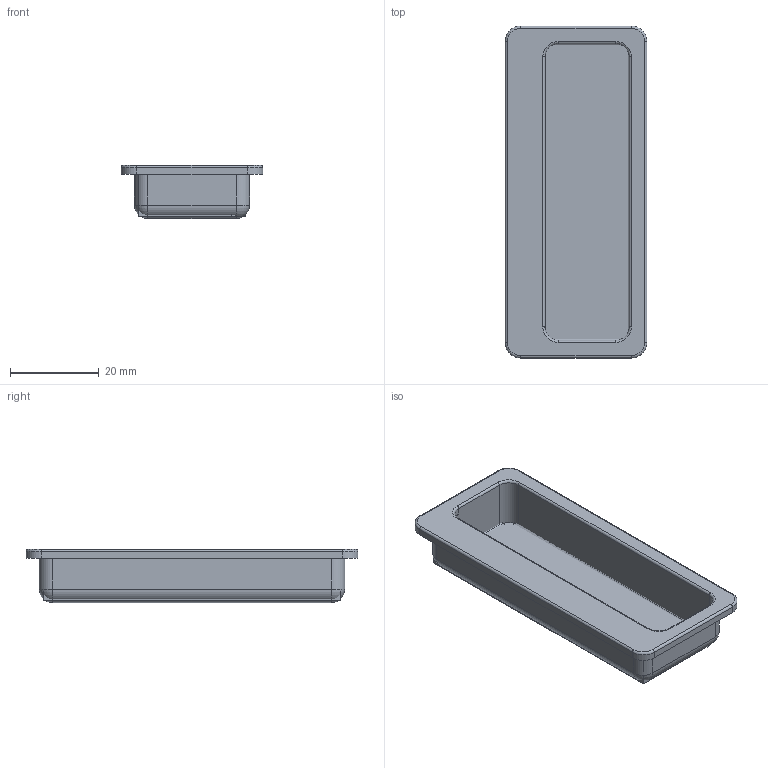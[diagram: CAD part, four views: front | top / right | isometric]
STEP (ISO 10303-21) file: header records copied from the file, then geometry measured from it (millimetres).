
FILE_DESCRIPTION(/* description */ (''),/* implementation_level */ '2;1');
FILE_NAME(/* name */ '1293-10.stp',/* time_stamp */ '2019-08-21T16:03:28+02:00',/* author */ ('DIDIERR'),/* organization */ (''),/* preprocessor_version */ 'ST-DEVELOPER v17.2',/* originating_system */ 'Autodesk Inventor 2019',/* authorisation */ '');
FILE_SCHEMA (('AUTOMOTIVE_DESIGN { 1 0 10303 214 3 1 1 }'));
Length unit declared in the file: millimetre
Products named in the file (1): 1293-10
Bounding box: 32 x 75 x 12 mm (x, y, z)
Volume: 4502.9 mm3; surface area: 9436.9 mm2
Topology: 1 solids, 1 shells, 54 faces, 126 edges, 72 vertices
Faces by surface type: cylinder 24, plane 18, torus 8, sphere 4
Entity records: 1539 total; most frequent: DIRECTION 288, CARTESIAN_POINT 249, ORIENTED_EDGE 244, EDGE_CURVE 122, AXIS2_PLACEMENT_3D 111, VERTEX_POINT 72, LINE 66, VECTOR 66
